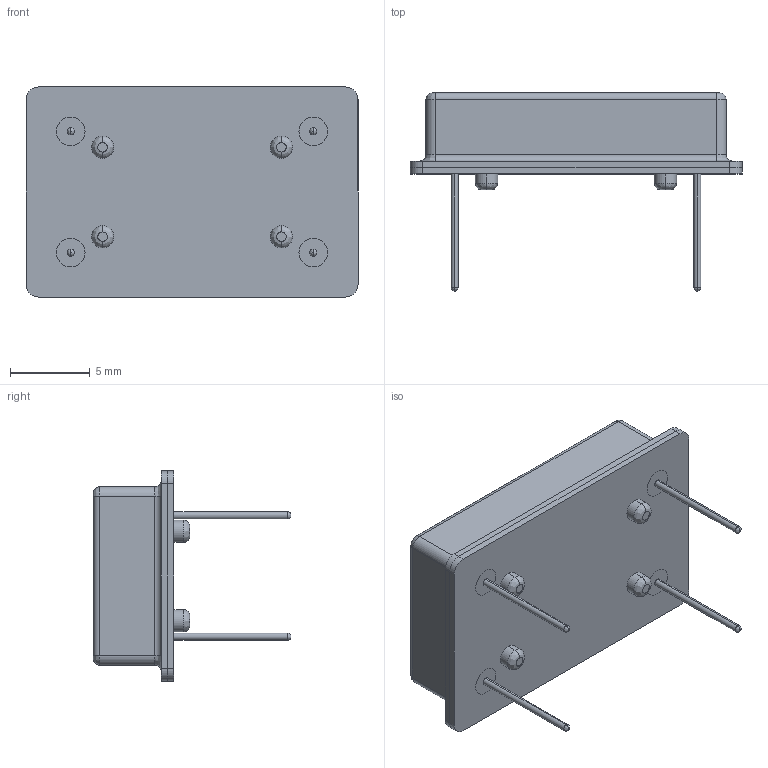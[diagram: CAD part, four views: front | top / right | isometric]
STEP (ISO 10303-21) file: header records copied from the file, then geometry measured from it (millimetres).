
FILE_DESCRIPTION (( 'STEP AP214' ), '1' );
FILE_NAME ('ECS-2200BX-040.STEP', '2020-11-21T05:31:39', ( '' ), ( '' ), 'SwSTEP 2.0', 'SolidWorks 2017', '' );
FILE_SCHEMA (( 'AUTOMOTIVE_DESIGN' ));
Length unit declared in the file: millimetre
Products named in the file (1): ECS-2200BX-040
Bounding box: 20.86 x 12.43 x 13.2 mm (x, y, z)
Volume: 1132.9 mm3; surface area: 1472.2 mm2
Topology: 14 solids, 14 shells, 117 faces, 232 edges, 144 vertices
Faces by surface type: cylinder 52, plane 41, bspline 24
Entity records: 3461 total; most frequent: CARTESIAN_POINT 926, DIRECTION 516, ORIENTED_EDGE 464, EDGE_CURVE 232, AXIS2_PLACEMENT_3D 214, VERTEX_POINT 144, EDGE_LOOP 126, CIRCLE 120
